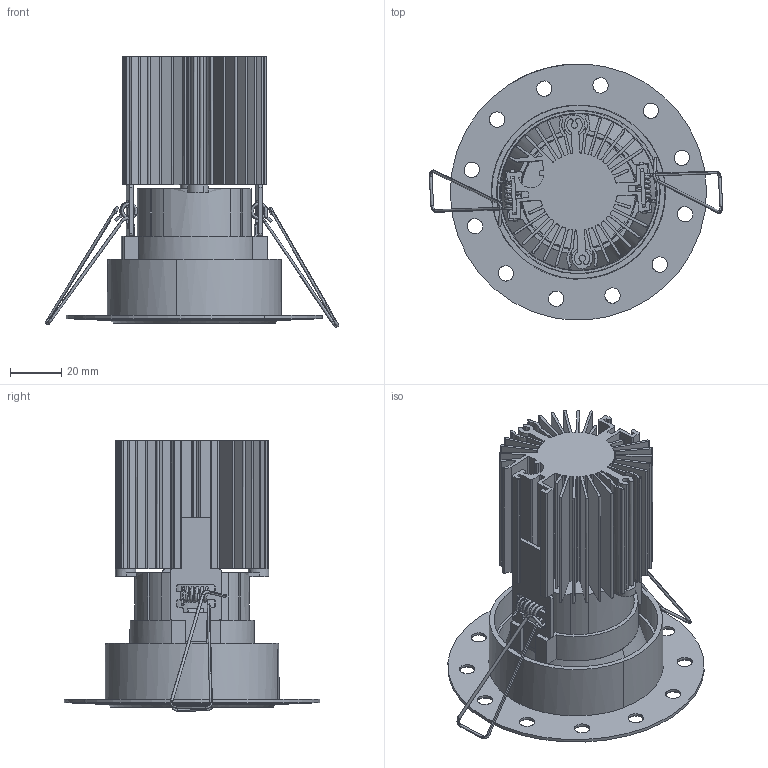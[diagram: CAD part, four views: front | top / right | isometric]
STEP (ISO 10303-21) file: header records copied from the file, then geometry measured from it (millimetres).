
FILE_DESCRIPTION(/* description */ (''),/* implementation_level */ '2;1');
FILE_NAME(/* name */ 'M252200_EVERYTHING 80 ROUND FIXED TRIMLESS',/* time_stamp */ '2018-03-06T12:12:09+01:00',/* author */ (''),/* organization */ (''),/* preprocessor_version */ 'ST-DEVELOPER v15',/* originating_system */ '',/* authorisation */ '');
FILE_SCHEMA (('CONFIG_CONTROL_DESIGN'));
Length unit declared in the file: metre
Products named in the file (1): Document
Bounding box: 114.5 x 99.87 x 105.53 mm (x, y, z)
Volume: 49508.5 mm3; surface area: 106430.2 mm2
Topology: 13 solids, 14 shells, 752 faces, 2229 edges, 1492 vertices
Faces by surface type: bspline 464, plane 288
Entity records: 31910 total; most frequent: CARTESIAN_POINT 19167, ORIENTED_EDGE 4434, EDGE_CURVE 2229, VERTEX_POINT 1492, B_SPLINE_CURVE_WITH_KNOTS 1287, EDGE_LOOP 781, ADVANCED_FACE 752, FACE_OUTER_BOUND 752
